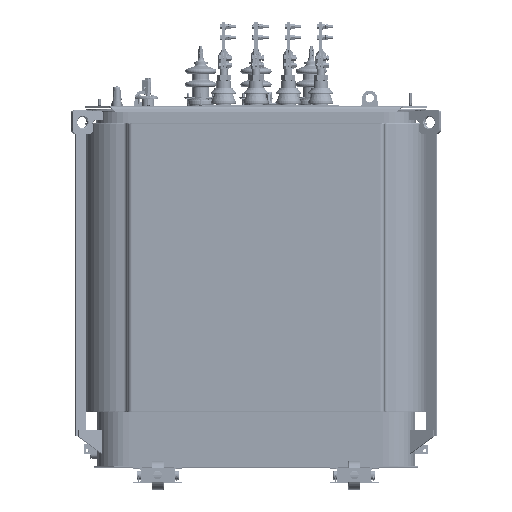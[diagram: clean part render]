
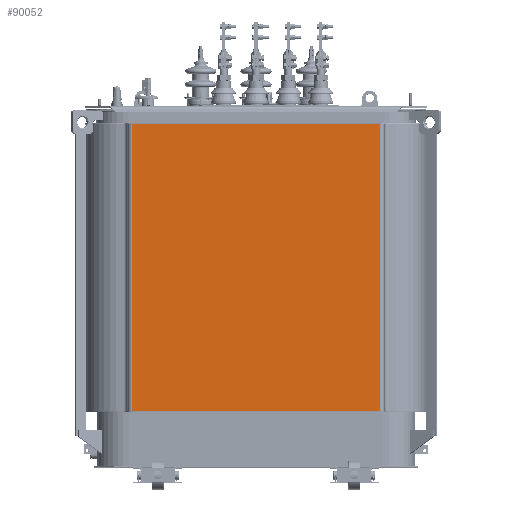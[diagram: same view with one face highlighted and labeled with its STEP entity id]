
A CAD part, top view. The second image highlights one B-rep face of the part: STEP entity #90052.
In plain terms, the highlighted planar face has unit normal (0, 0, 1).
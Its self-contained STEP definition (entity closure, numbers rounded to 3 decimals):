
#9921=LINE('',#182806,#15540);
#9954=LINE('',#182917,#15573);
#9955=LINE('',#182919,#15574);
#9956=LINE('',#182920,#15575);
#15540=VECTOR('',#117746,1200.);
#15573=VECTOR('',#117861,1200.);
#15574=VECTOR('',#117864,1032.);
#15575=VECTOR('',#117865,1032.);
#18219=PLANE('',#97482);
#28197=FACE_OUTER_BOUND('',#35385,.T.);
#35385=EDGE_LOOP('',(#79264,#79265,#79266,#79267));
#44470=VERTEX_POINT('',#182802);
#44472=VERTEX_POINT('',#182805);
#44508=VERTEX_POINT('',#182913);
#44509=VERTEX_POINT('',#182915);
#56045=EDGE_CURVE('',#44470,#44472,#9921,.T.);
#56101=EDGE_CURVE('',#44508,#44509,#9954,.T.);
#56102=EDGE_CURVE('',#44508,#44470,#9955,.T.);
#56103=EDGE_CURVE('',#44472,#44509,#9956,.T.);
#79264=ORIENTED_EDGE('',*,*,#56102,.F.);
#79265=ORIENTED_EDGE('',*,*,#56101,.T.);
#79266=ORIENTED_EDGE('',*,*,#56103,.F.);
#79267=ORIENTED_EDGE('',*,*,#56045,.F.);
#90052=ADVANCED_FACE('',(#28197),#18219,.T.);
#97482=AXIS2_PLACEMENT_3D('',#182918,#117862,#117863);
#117746=DIRECTION('',(0.,1.,0.));
#117861=DIRECTION('',(0.,1.,0.));
#117862=DIRECTION('center_axis',(0.,0.,1.));
#117863=DIRECTION('ref_axis',(1.,0.,0.));
#117864=DIRECTION('',(-1.,0.,0.));
#117865=DIRECTION('',(1.,0.,0.));
#182802=CARTESIAN_POINT('',(-516.,233.,481.4));
#182805=CARTESIAN_POINT('',(-516.,1433.,481.4));
#182806=CARTESIAN_POINT('',(-516.,233.,481.4));
#182913=CARTESIAN_POINT('',(516.,233.,481.4));
#182915=CARTESIAN_POINT('',(516.,1433.,481.4));
#182917=CARTESIAN_POINT('',(516.,233.,481.4));
#182918=CARTESIAN_POINT('Origin',(-516.,233.,481.4));
#182919=CARTESIAN_POINT('',(516.,233.,481.4));
#182920=CARTESIAN_POINT('',(516.,1433.,481.4));
